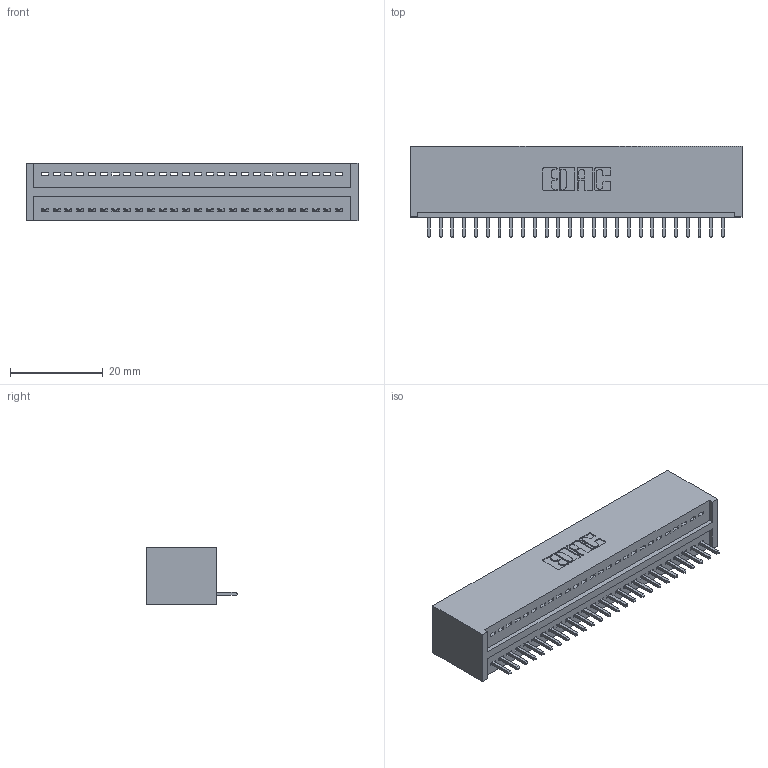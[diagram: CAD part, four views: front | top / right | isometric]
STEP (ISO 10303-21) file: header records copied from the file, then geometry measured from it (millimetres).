
FILE_DESCRIPTION (( 'STEP AP203' ), '1' );
FILE_NAME ('325-026-520-101.STEP', '2020-02-24T18:14:20', ( '' ), ( '' ), 'SwSTEP 2.0', 'SolidWorks 2016', '' );
FILE_SCHEMA (( 'CONFIG_CONTROL_DESIGN' ));
Length unit declared in the file: inch
Products named in the file (3): 325-026-520-101; 325-292-001_325-293-120; 325 Part_Lugless
Assembly tree (27 placements, depth 2):
  325-026-520-101
    325 Part_Lugless
    325-292-001_325-293-120  x26
Bounding box: 71.68 x 19.68 x 12.45 mm (x, y, z)
Volume: 9478.3 mm3; surface area: 10300.6 mm2
Topology: 27 solids, 27 shells, 1614 faces, 4863 edges, 3206 vertices
Faces by surface type: plane 1158, cylinder 456
Entity records: 17705 total; most frequent: CARTESIAN_POINT 3064, ORIENTED_EDGE 3026, DIRECTION 2609, EDGE_CURVE 1513, LINE 1393, VECTOR 1393, VERTEX_POINT 1006, AXIS2_PLACEMENT_3D 608
